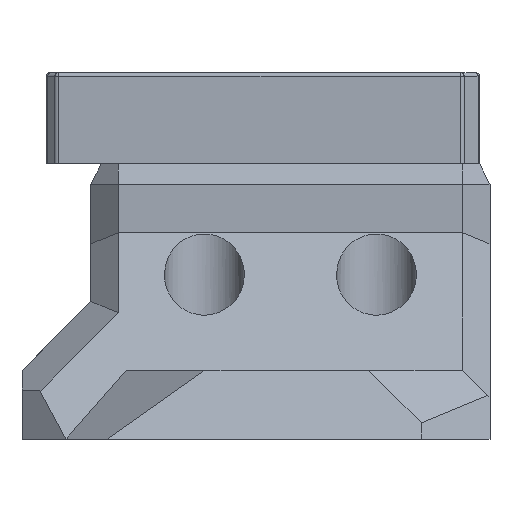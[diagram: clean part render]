
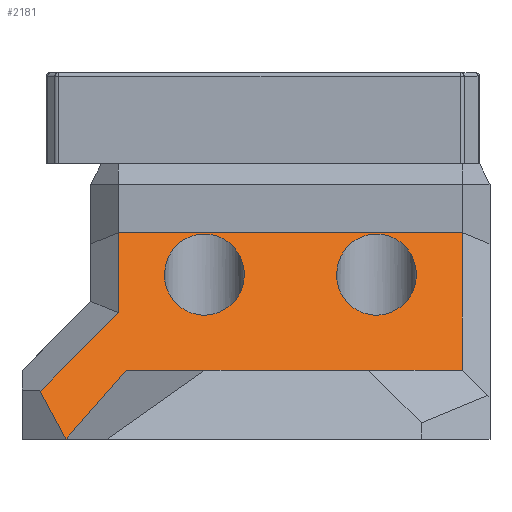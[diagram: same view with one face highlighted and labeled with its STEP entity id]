
A CAD part, front view. The second image highlights one B-rep face of the part: STEP entity #2181.
In plain terms, the highlighted planar face has unit normal (0, -0.713, 0.701).
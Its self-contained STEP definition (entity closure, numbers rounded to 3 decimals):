
#29=ELLIPSE('',#2349,4.135,2.9);
#30=ELLIPSE('',#2350,4.135,2.9);
#42=FACE_BOUND('',#301,.T.);
#43=FACE_BOUND('',#302,.T.);
#81=PLANE('',#2348);
#168=FACE_OUTER_BOUND('',#300,.T.);
#300=EDGE_LOOP('',(#1654,#1655,#1656,#1657,#1658,#1659,#1660));
#301=EDGE_LOOP('',(#1661));
#302=EDGE_LOOP('',(#1662));
#430=LINE('',#3256,#663);
#437=LINE('',#3269,#670);
#455=LINE('',#3306,#688);
#490=LINE('',#3374,#723);
#493=LINE('',#3379,#726);
#497=LINE('',#3387,#730);
#498=LINE('',#3389,#731);
#663=VECTOR('',#2597,10.);
#670=VECTOR('',#2606,10.);
#688=VECTOR('',#2636,10.);
#723=VECTOR('',#2697,10.);
#726=VECTOR('',#2702,10.);
#730=VECTOR('',#2710,10.);
#731=VECTOR('',#2713,10.);
#976=VERTEX_POINT('',#3254);
#977=VERTEX_POINT('',#3255);
#982=VERTEX_POINT('',#3267);
#994=VERTEX_POINT('',#3303);
#995=VERTEX_POINT('',#3305);
#1009=VERTEX_POINT('',#3344);
#1014=VERTEX_POINT('',#3359);
#1019=VERTEX_POINT('',#3390);
#1020=VERTEX_POINT('',#3392);
#1190=EDGE_CURVE('',#976,#977,#430,.T.);
#1197=EDGE_CURVE('',#977,#982,#437,.T.);
#1215=EDGE_CURVE('',#994,#995,#455,.F.);
#1250=EDGE_CURVE('',#995,#1014,#490,.T.);
#1253=EDGE_CURVE('',#1009,#982,#493,.T.);
#1257=EDGE_CURVE('',#1009,#1014,#497,.T.);
#1258=EDGE_CURVE('',#994,#976,#498,.T.);
#1259=EDGE_CURVE('',#1019,#1019,#29,.T.);
#1260=EDGE_CURVE('',#1020,#1020,#30,.T.);
#1654=ORIENTED_EDGE('',*,*,#1253,.F.);
#1655=ORIENTED_EDGE('',*,*,#1257,.T.);
#1656=ORIENTED_EDGE('',*,*,#1250,.F.);
#1657=ORIENTED_EDGE('',*,*,#1215,.F.);
#1658=ORIENTED_EDGE('',*,*,#1258,.T.);
#1659=ORIENTED_EDGE('',*,*,#1190,.T.);
#1660=ORIENTED_EDGE('',*,*,#1197,.T.);
#1661=ORIENTED_EDGE('',*,*,#1259,.T.);
#1662=ORIENTED_EDGE('',*,*,#1260,.T.);
#2181=ADVANCED_FACE('',(#168,#42,#43),#81,.T.);
#2348=AXIS2_PLACEMENT_3D('',#3388,#2711,#2712);
#2349=AXIS2_PLACEMENT_3D('',#3391,#2714,#2715);
#2350=AXIS2_PLACEMENT_3D('',#3393,#2716,#2717);
#2597=DIRECTION('',(0.528,0.596,0.605));
#2606=DIRECTION('',(1.,0.,0.));
#2636=DIRECTION('',(-0.58,-0.571,-0.58));
#2697=DIRECTION('',(0.,0.701,0.713));
#2702=DIRECTION('',(0.,-0.701,-0.713));
#2710=DIRECTION('',(-1.,0.,0.));
#2711=DIRECTION('center_axis',(0.,-0.713,
0.701));
#2712=DIRECTION('ref_axis',(1.,0.,0.));
#2713=DIRECTION('',(0.36,-0.654,-0.665));
#2714=DIRECTION('center_axis',(0.,0.713,-0.701));
#2715=DIRECTION('ref_axis',(0.,0.701,0.713));
#2716=DIRECTION('center_axis',(0.,0.713,-0.701));
#2717=DIRECTION('ref_axis',(0.,0.701,0.713));
#3254=CARTESIAN_POINT('',(-35.791,-11.754,0.002));
#3255=CARTESIAN_POINT('',(-31.432,-6.837,5.));
#3256=CARTESIAN_POINT('',(-30.459,-5.74,6.115));
#3267=CARTESIAN_POINT('',(-7.,-6.837,5.));
#3269=CARTESIAN_POINT('',(-28.,-6.837,5.));
#3303=CARTESIAN_POINT('',(-37.682,-8.322,3.49));
#3305=CARTESIAN_POINT('',(-32.,-2.733,9.172));
#3306=CARTESIAN_POINT('',(-30.125,-0.889,11.047));
#3344=CARTESIAN_POINT('',(-7.,3.,15.));
#3359=CARTESIAN_POINT('',(-32.,3.,15.));
#3374=CARTESIAN_POINT('',(-32.,0.234,12.188));
#3379=CARTESIAN_POINT('',(-7.,-7.635,4.189));
#3387=CARTESIAN_POINT('',(-28.,3.,15.));
#3388=CARTESIAN_POINT('Origin',(-28.,-1.919,10.));
#3389=CARTESIAN_POINT('',(-38.598,-6.659,5.181));
#3390=CARTESIAN_POINT('',(-16.15,0.,11.95));
#3391=CARTESIAN_POINT('Origin',(-13.25,0.,11.95));
#3392=CARTESIAN_POINT('',(-28.65,0.,11.95));
#3393=CARTESIAN_POINT('Origin',(-25.75,0.,11.95));
